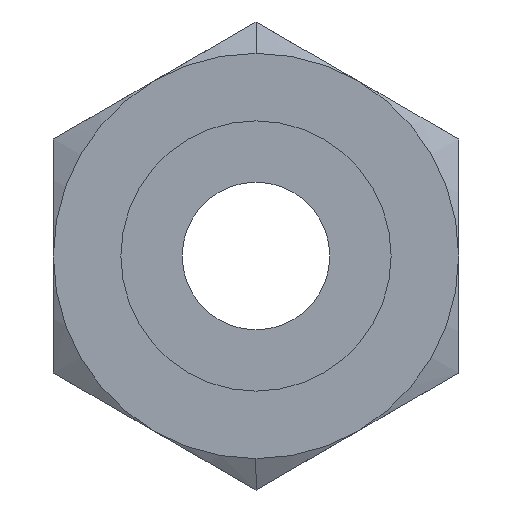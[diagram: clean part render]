
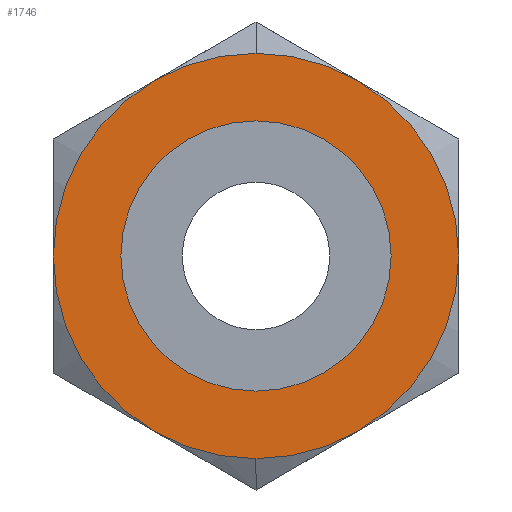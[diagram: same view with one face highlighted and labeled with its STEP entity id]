
A CAD part, left-side view. The second image highlights one B-rep face of the part: STEP entity #1746.
In plain terms, the highlighted planar face has unit normal (-1, 0, 0).
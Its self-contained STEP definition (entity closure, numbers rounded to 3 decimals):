
#762 = EDGE_CURVE ( 'NONE', #9731, #10137, #8986, .T. ) ;
#832 = VERTEX_POINT ( 'NONE', #3507 ) ;
#1287 = PLANE ( 'NONE',  #4431 ) ;
#1444 = FACE_BOUND ( 'NONE', #3119, .T. ) ;
#1509 = CARTESIAN_POINT ( 'NONE',  ( 0., 0., 0. ) ) ;
#1510 = DIRECTION ( 'NONE',  ( 0., 0., -1. ) ) ;
#1746 = ADVANCED_FACE ( 'NONE', ( #1444, #9713 ), #1287, .T. ) ;
#2014 = CARTESIAN_POINT ( 'NONE',  ( 0., 0., 0. ) ) ;
#2277 = DIRECTION ( 'NONE',  ( 0., 0., -1. ) ) ;
#2361 = EDGE_CURVE ( 'NONE', #2685, #832, #9292, .T. ) ;
#2685 = VERTEX_POINT ( 'NONE', #10545 ) ;
#3119 = EDGE_LOOP ( 'NONE', ( #8799, #9782 ) ) ;
#3507 = CARTESIAN_POINT ( 'NONE',  ( 0., 0., 9.525 ) ) ;
#4001 = CARTESIAN_POINT ( 'NONE',  ( 0., 0., 0. ) ) ;
#4131 = ORIENTED_EDGE ( 'NONE', *, *, #762, .F. ) ;
#4431 = AXIS2_PLACEMENT_3D ( 'NONE', #4707, #8884, #4609 ) ;
#4609 = DIRECTION ( 'NONE',  ( 0., 0., 1. ) ) ;
#4707 = CARTESIAN_POINT ( 'NONE',  ( 0., 0., 7.143 ) ) ;
#4837 = CARTESIAN_POINT ( 'NONE',  ( 0., 0., 0. ) ) ;
#5212 = CARTESIAN_POINT ( 'NONE',  ( 0., 0., -14.285 ) ) ;
#5431 = EDGE_CURVE ( 'NONE', #10137, #9731, #8052, .T. ) ;
#5756 = ORIENTED_EDGE ( 'NONE', *, *, #5431, .F. ) ;
#7087 = CARTESIAN_POINT ( 'NONE',  ( 0., 0., 14.285 ) ) ;
#7108 = EDGE_CURVE ( 'NONE', #832, #2685, #8585, .T. ) ;
#7212 = AXIS2_PLACEMENT_3D ( 'NONE', #2014, #7667, #9523 ) ;
#7347 = DIRECTION ( 'NONE',  ( 1., 0., 0. ) ) ;
#7667 = DIRECTION ( 'NONE',  ( 1., 0., 0. ) ) ;
#8052 = CIRCLE ( 'NONE', #8754, 14.285 ) ;
#8549 = EDGE_LOOP ( 'NONE', ( #4131, #5756 ) ) ;
#8585 = CIRCLE ( 'NONE', #8763, 9.525 ) ;
#8754 = AXIS2_PLACEMENT_3D ( 'NONE', #1509, #9834, #2277 ) ;
#8763 = AXIS2_PLACEMENT_3D ( 'NONE', #4001, #7347, #10695 ) ;
#8799 = ORIENTED_EDGE ( 'NONE', *, *, #2361, .T. ) ;
#8884 = DIRECTION ( 'NONE',  ( -1., 0., 0. ) ) ;
#8986 = CIRCLE ( 'NONE', #7212, 14.285 ) ;
#9292 = CIRCLE ( 'NONE', #10519, 9.525 ) ;
#9523 = DIRECTION ( 'NONE',  ( 0., 0., 1. ) ) ;
#9713 = FACE_OUTER_BOUND ( 'NONE', #8549, .T. ) ;
#9731 = VERTEX_POINT ( 'NONE', #7087 ) ;
#9782 = ORIENTED_EDGE ( 'NONE', *, *, #7108, .T. ) ;
#9834 = DIRECTION ( 'NONE',  ( 1., 0., 0. ) ) ;
#10137 = VERTEX_POINT ( 'NONE', #5212 ) ;
#10519 = AXIS2_PLACEMENT_3D ( 'NONE', #4837, #10605, #1510 ) ;
#10545 = CARTESIAN_POINT ( 'NONE',  ( 0., 0., -9.525 ) ) ;
#10605 = DIRECTION ( 'NONE',  ( 1., 0., 0. ) ) ;
#10695 = DIRECTION ( 'NONE',  ( 0., 0., 1. ) ) ;
